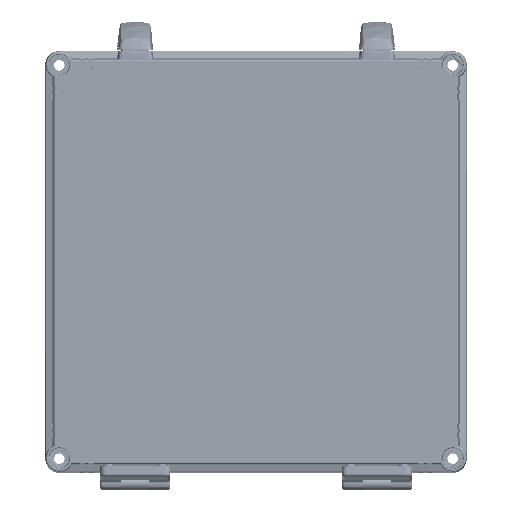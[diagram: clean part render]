
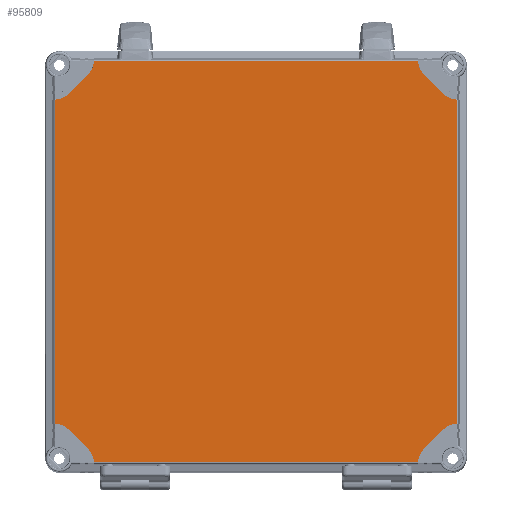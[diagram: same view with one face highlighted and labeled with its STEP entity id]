
A CAD part, top view. The second image highlights one B-rep face of the part: STEP entity #95809.
In plain terms, the highlighted planar face has unit normal (0, 0, 1).
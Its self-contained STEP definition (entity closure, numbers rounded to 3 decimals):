
#81596=CARTESIAN_POINT('',(-129.346,-143.3,30.));
#81597=DIRECTION('',(0.,0.,1.));
#81598=DIRECTION('',(0.999,0.032,0.));
#81599=AXIS2_PLACEMENT_3D('',#81596,#81597,#81598);
#81604=DIRECTION('',(-0.707,0.707,0.));
#81605=VECTOR('',#81604,19.734);
#81606=CARTESIAN_POINT('',(-119.447,-133.401,30.));
#81607=LINE('',#81606,#81605);
#81611=CARTESIAN_POINT('',(-143.3,-129.346,30.));
#81612=DIRECTION('',(0.,0.,1.));
#81613=DIRECTION('',(0.707,0.707,0.));
#81614=AXIS2_PLACEMENT_3D('',#81611,#81612,#81613);
#81619=CARTESIAN_POINT('',(-143.3,129.346,30.));
#81620=DIRECTION('',(0.,0.,1.));
#81621=DIRECTION('',(0.032,-0.999,0.));
#81622=AXIS2_PLACEMENT_3D('',#81619,#81620,#81621);
#81627=DIRECTION('',(0.707,0.707,0.));
#81628=VECTOR('',#81627,19.734);
#81629=CARTESIAN_POINT('',(-133.401,119.447,30.));
#81630=LINE('',#81629,#81628);
#81634=CARTESIAN_POINT('',(-129.346,143.3,30.));
#81635=DIRECTION('',(0.,0.,1.));
#81636=DIRECTION('',(0.707,-0.707,0.));
#81637=AXIS2_PLACEMENT_3D('',#81634,#81635,#81636);
#81642=DIRECTION('',(1.,0.,0.));
#81643=VECTOR('',#81642,230.707);
#81644=CARTESIAN_POINT('',(-115.353,142.851,30.));
#81645=LINE('',#81644,#81643);
#81649=CARTESIAN_POINT('',(129.346,143.3,30.));
#81650=DIRECTION('',(0.,0.,1.));
#81651=DIRECTION('',(-0.999,-0.032,0.));
#81652=AXIS2_PLACEMENT_3D('',#81649,#81650,#81651);
#81657=DIRECTION('',(0.707,-0.707,0.));
#81658=VECTOR('',#81657,19.734);
#81659=CARTESIAN_POINT('',(119.447,133.401,30.));
#81660=LINE('',#81659,#81658);
#81664=CARTESIAN_POINT('',(143.3,129.346,30.));
#81665=DIRECTION('',(0.,0.,1.));
#81666=DIRECTION('',(-0.707,-0.707,0.));
#81667=AXIS2_PLACEMENT_3D('',#81664,#81665,#81666);
#81672=CARTESIAN_POINT('',(143.3,-129.346,30.));
#81673=DIRECTION('',(0.,0.,1.));
#81674=DIRECTION('',(-0.032,0.999,0.));
#81675=AXIS2_PLACEMENT_3D('',#81672,#81673,#81674);
#81680=DIRECTION('',(-0.707,-0.707,0.));
#81681=VECTOR('',#81680,19.734);
#81682=CARTESIAN_POINT('',(133.401,-119.447,30.));
#81683=LINE('',#81682,#81681);
#81687=CARTESIAN_POINT('',(129.346,-143.3,30.));
#81688=DIRECTION('',(0.,0.,1.));
#81689=DIRECTION('',(-0.707,0.707,0.));
#81690=AXIS2_PLACEMENT_3D('',#81687,#81688,#81689);
#85046=DIRECTION('',(1.,0.,0.));
#85047=VECTOR('',#85046,230.707);
#85048=CARTESIAN_POINT('',(-115.353,-142.851,30.));
#85049=LINE('',#85048,#85047);
#85053=CARTESIAN_POINT('',(115.353,-142.851,30.));
#85084=CARTESIAN_POINT('',(-115.353,-142.851,30.));
#85110=DIRECTION('',(0.,1.,0.));
#85111=VECTOR('',#85110,230.707);
#85112=CARTESIAN_POINT('',(142.851,-115.353,30.));
#85113=LINE('',#85112,#85111);
#85181=CARTESIAN_POINT('',(-115.353,142.851,30.));
#85219=CARTESIAN_POINT('',(115.353,142.851,30.));
#85245=DIRECTION('',(0.,-1.,0.));
#85246=VECTOR('',#85245,230.707);
#85247=CARTESIAN_POINT('',(-142.851,115.353,30.));
#85248=LINE('',#85247,#85246);
#92187=CARTESIAN_POINT('',(119.447,133.401,30.));
#92188=CARTESIAN_POINT('',(133.401,119.447,30.));
#92189=VERTEX_POINT('',#92187);
#92190=VERTEX_POINT('',#92188);
#92207=CARTESIAN_POINT('',(-133.401,119.447,30.));
#92208=CARTESIAN_POINT('',(-119.447,133.401,30.));
#92209=VERTEX_POINT('',#92207);
#92210=VERTEX_POINT('',#92208);
#92223=CARTESIAN_POINT('',(133.401,-119.447,30.));
#92224=CARTESIAN_POINT('',(119.447,-133.401,30.));
#92225=VERTEX_POINT('',#92223);
#92226=VERTEX_POINT('',#92224);
#92235=CARTESIAN_POINT('',(-119.447,-133.401,30.));
#92236=CARTESIAN_POINT('',(-133.401,-119.447,30.));
#92237=VERTEX_POINT('',#92235);
#92238=VERTEX_POINT('',#92236);
#92545=VERTEX_POINT('',#85219);
#92557=CARTESIAN_POINT('',(142.851,-115.353,30.));
#92558=CARTESIAN_POINT('',(142.851,115.353,30.));
#92559=VERTEX_POINT('',#92557);
#92560=VERTEX_POINT('',#92558);
#92568=VERTEX_POINT('',#85181);
#92613=CARTESIAN_POINT('',(-142.851,115.353,30.));
#92614=CARTESIAN_POINT('',(-142.851,-115.353,30.));
#92615=VERTEX_POINT('',#92613);
#92616=VERTEX_POINT('',#92614);
#92669=VERTEX_POINT('',#85084);
#92670=VERTEX_POINT('',#85053);
#95770=CARTESIAN_POINT('',(0.,0.,30.));
#95771=DIRECTION('',(0.,0.,1.));
#95772=DIRECTION('',(1.,0.,0.));
#95773=AXIS2_PLACEMENT_3D('',#95770,#95771,#95772);
#95774=PLANE('',#95773);
#95776=ORIENTED_EDGE('',*,*,#95775,.F.);
#95778=ORIENTED_EDGE('',*,*,#95777,.T.);
#95780=ORIENTED_EDGE('',*,*,#95779,.T.);
#95782=ORIENTED_EDGE('',*,*,#95781,.T.);
#95784=ORIENTED_EDGE('',*,*,#95783,.F.);
#95786=ORIENTED_EDGE('',*,*,#95785,.T.);
#95788=ORIENTED_EDGE('',*,*,#95787,.T.);
#95790=ORIENTED_EDGE('',*,*,#95789,.T.);
#95792=ORIENTED_EDGE('',*,*,#95791,.T.);
#95794=ORIENTED_EDGE('',*,*,#95793,.T.);
#95796=ORIENTED_EDGE('',*,*,#95795,.T.);
#95798=ORIENTED_EDGE('',*,*,#95797,.T.);
#95800=ORIENTED_EDGE('',*,*,#95799,.F.);
#95802=ORIENTED_EDGE('',*,*,#95801,.T.);
#95804=ORIENTED_EDGE('',*,*,#95803,.T.);
#95806=ORIENTED_EDGE('',*,*,#95805,.T.);
#95807=EDGE_LOOP('',(#95776,#95778,#95780,#95782,#95784,#95786,#95788,#95790,
#95792,#95794,#95796,#95798,#95800,#95802,#95804,#95806));
#95808=FACE_OUTER_BOUND('',#95807,.F.);
#95809=ADVANCED_FACE('',(#95808),#95774,.T.);
#81600=CIRCLE('',#81599,14.);
#81615=CIRCLE('',#81614,14.);
#81623=CIRCLE('',#81622,14.);
#81638=CIRCLE('',#81637,14.);
#81653=CIRCLE('',#81652,14.);
#81668=CIRCLE('',#81667,14.);
#81676=CIRCLE('',#81675,14.);
#81691=CIRCLE('',#81690,14.);
#95775=EDGE_CURVE('',#92669,#92670,#85049,.T.);
#95777=EDGE_CURVE('',#92669,#92237,#81600,.T.);
#95779=EDGE_CURVE('',#92237,#92238,#81607,.T.);
#95781=EDGE_CURVE('',#92238,#92616,#81615,.T.);
#95783=EDGE_CURVE('',#92615,#92616,#85248,.T.);
#95785=EDGE_CURVE('',#92615,#92209,#81623,.T.);
#95787=EDGE_CURVE('',#92209,#92210,#81630,.T.);
#95789=EDGE_CURVE('',#92210,#92568,#81638,.T.);
#95791=EDGE_CURVE('',#92568,#92545,#81645,.T.);
#95793=EDGE_CURVE('',#92545,#92189,#81653,.T.);
#95795=EDGE_CURVE('',#92189,#92190,#81660,.T.);
#95797=EDGE_CURVE('',#92190,#92560,#81668,.T.);
#95799=EDGE_CURVE('',#92559,#92560,#85113,.T.);
#95801=EDGE_CURVE('',#92559,#92225,#81676,.T.);
#95803=EDGE_CURVE('',#92225,#92226,#81683,.T.);
#95805=EDGE_CURVE('',#92226,#92670,#81691,.T.);
